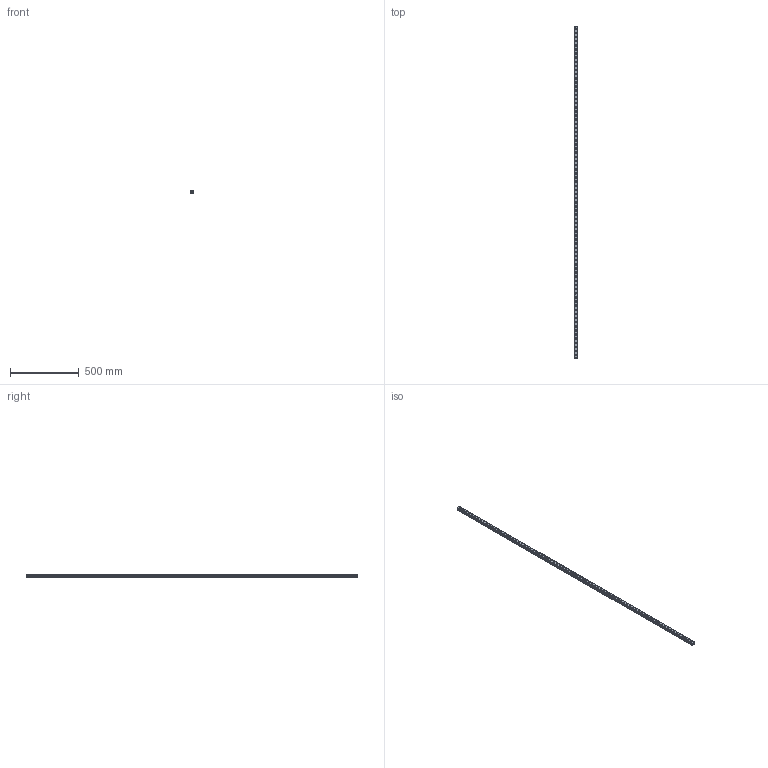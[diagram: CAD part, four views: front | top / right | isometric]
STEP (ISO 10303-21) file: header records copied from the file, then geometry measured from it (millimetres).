
FILE_DESCRIPTION(('STEP AP214'),'1');
FILE_NAME('cctmp_41EA9CF6-C999-4A89-A5C6-C11A5431C772_2021_03_11_10_02_12_0124..stp','2021-03-11T09:02:12',('HIWIN GmbH'),('CADClick - www.CADClick.com'),'Spatial InterOp 3D',' ','unknown authorization');
FILE_SCHEMA(('AUTOMOTIVE_DESIGN'));
Length unit declared in the file: millimetre
Products named in the file (1): RGR25R2410H_FILE
Bounding box: 23 x 2410 x 23.6 mm (x, y, z)
Volume: 966897.6 mm3; surface area: 298997.7 mm2
Topology: 1 solids, 1 shells, 837 faces, 1773 edges, 1182 vertices
Faces by surface type: cylinder 498, plane 339
Entity records: 29683 total; most frequent: DIRECTION 4445, CARTESIAN_POINT 3793, ORIENTED_EDGE 3546, AXIS2_PLACEMENT_3D 1834, EDGE_CURVE 1773, VERTEX_POINT 1182, EDGE_LOOP 1081, CIRCLE 996
